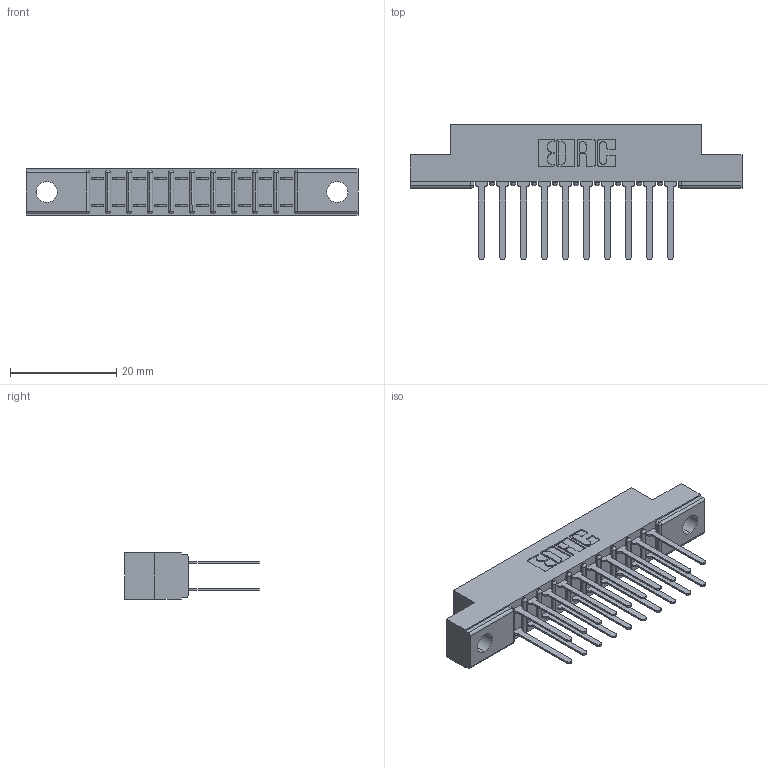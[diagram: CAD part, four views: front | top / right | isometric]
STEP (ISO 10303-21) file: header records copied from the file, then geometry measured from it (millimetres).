
FILE_DESCRIPTION (( 'STEP AP203' ), '1' );
FILE_NAME ('307-020-442-202.STEP', '2020-09-28T20:13:23', ( '' ), ( '' ), 'SwSTEP 2.0', 'SolidWorks 2020', '' );
FILE_SCHEMA (( 'CONFIG_CONTROL_DESIGN' ));
Length unit declared in the file: inch
Products named in the file (3): 307-020-442-202; 307-290-001_542; 307 Part_.128 Dia Mounting Holes
Assembly tree (21 placements, depth 2):
  307-020-442-202
    307 Part_.128 Dia Mounting Holes
    307-290-001_542  x20
Bounding box: 62.64 x 25.43 x 8.71 mm (x, y, z)
Volume: 4087 mm3; surface area: 6865.1 mm2
Topology: 21 solids, 21 shells, 1049 faces, 2923 edges, 1890 vertices
Faces by surface type: plane 690, cylinder 337, sphere 22
Entity records: 12808 total; most frequent: CARTESIAN_POINT 2102, ORIENTED_EDGE 2078, DIRECTION 2073, EDGE_CURVE 1039, LINE 783, VECTOR 783, VERTEX_POINT 674, AXIS2_PLACEMENT_3D 645
